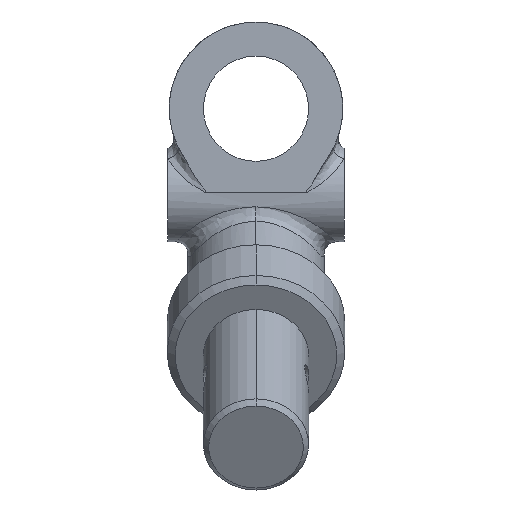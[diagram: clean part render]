
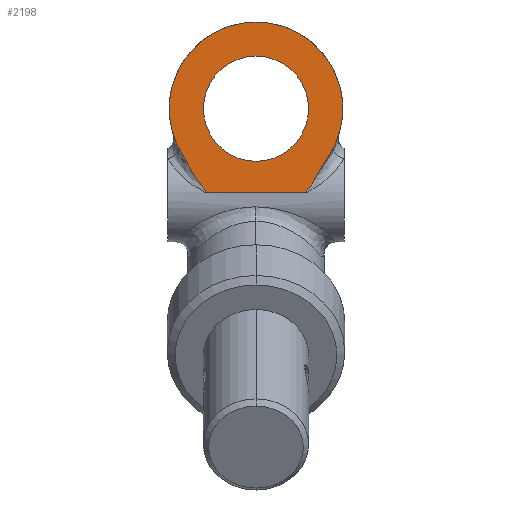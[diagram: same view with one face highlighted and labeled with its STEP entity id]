
A CAD part, left-side view. The second image highlights one B-rep face of the part: STEP entity #2198.
In plain terms, the highlighted planar face has unit normal (-1, 0, 0).
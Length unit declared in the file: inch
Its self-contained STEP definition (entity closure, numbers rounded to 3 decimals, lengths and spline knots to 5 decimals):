
#197=CARTESIAN_POINT('',(0.,0.27517,
-0.18215));
#203=CARTESIAN_POINT('',(0.,0.27517,
-0.18215));
#204=CARTESIAN_POINT('',(0.,0.2725,
-0.18619));
#205=CARTESIAN_POINT('',(0.,0.26767,
-0.19411));
#206=CARTESIAN_POINT('',(0.,0.26153,
-0.20509));
#207=CARTESIAN_POINT('',(0.,0.25612,
-0.21518));
#208=CARTESIAN_POINT('',(0.,0.2512,
-0.22442));
#209=CARTESIAN_POINT('',(0.,0.24667,
-0.23284));
#210=CARTESIAN_POINT('',(0.,0.24243,
-0.24051));
#211=CARTESIAN_POINT('',(0.,0.23845,-0.2475));
#212=CARTESIAN_POINT('',(0.,0.2347,-0.25386));
#213=CARTESIAN_POINT('',(0.,0.23115,-0.25965));
#214=CARTESIAN_POINT('',(0.,0.2278,-0.26493));
#215=CARTESIAN_POINT('',(0.,0.22464,-0.26974));
#216=CARTESIAN_POINT('',(0.,0.22167,-0.27413));
#217=CARTESIAN_POINT('',(0.,0.21886,-0.27815));
#218=CARTESIAN_POINT('',(0.,0.21623,-0.28182));
#219=CARTESIAN_POINT('',(0.,0.21377,-0.28518));
#220=CARTESIAN_POINT('',(0.,0.21146,-0.28826));
#221=CARTESIAN_POINT('',(0.,0.20931,-0.29108));
#222=CARTESIAN_POINT('',(0.,0.2073,-0.29368));
#223=CARTESIAN_POINT('',(0.,0.20544,-0.29607));
#224=CARTESIAN_POINT('',(0.,0.2037,-0.29828));
#225=CARTESIAN_POINT('',(0.,0.20209,-0.30032));
#226=CARTESIAN_POINT('',(0.,0.20059,-0.30223));
#227=CARTESIAN_POINT('',(0.,0.1992,-0.30401));
#228=CARTESIAN_POINT('',(0.,0.19792,
-0.30568));
#229=CARTESIAN_POINT('',(0.,0.19674,
-0.30725));
#230=CARTESIAN_POINT('',(0.,0.19567,
-0.30873));
#231=CARTESIAN_POINT('',(0.,0.19471,
-0.31016));
#232=CARTESIAN_POINT('',(0.,0.19387,
-0.31151));
#233=CARTESIAN_POINT('',(0.,0.1932,
-0.3128));
#234=CARTESIAN_POINT('',(0.,0.19274,
-0.31407));
#235=CARTESIAN_POINT('',(0.,0.19262,
-0.3153));
#236=CARTESIAN_POINT('',(0.,0.19337,
-0.31633));
#237=CARTESIAN_POINT('',(0.,0.19463,
-0.31669));
#238=CARTESIAN_POINT('',(0.,0.19559,
-0.31676));
#239=CARTESIAN_POINT('',(0.,0.19612,
-0.31676));
#241=CARTESIAN_POINT('',(0.,0.19612,
-0.31676));
#264=CARTESIAN_POINT('',(0.,0.,0.));
#265=DIRECTION('',(-1.,0.,0.));
#266=DIRECTION('',(0.,-0.834,-0.552));
#267=AXIS2_PLACEMENT_3D('',#264,#265,#266);
#269=DIRECTION('',(0.,1.,0.));
#270=VECTOR('',#269,0.39226);
#271=CARTESIAN_POINT('',(0.,-0.19613,
-0.31676));
#272=LINE('',#271,#270);
#273=CARTESIAN_POINT('',(0.,0.,0.));
#274=DIRECTION('',(1.,0.,0.));
#275=DIRECTION('',(0.,0.834,-0.552));
#276=AXIS2_PLACEMENT_3D('',#273,#274,#275);
#278=CARTESIAN_POINT('',(0.,0.,0.));
#279=DIRECTION('',(-1.,0.,0.));
#280=DIRECTION('',(0.,-1.,0.));
#281=AXIS2_PLACEMENT_3D('',#278,#279,#280);
#283=CARTESIAN_POINT('',(0.,0.,0.));
#284=DIRECTION('',(-1.,0.,0.));
#285=DIRECTION('',(0.,1.,0.));
#286=AXIS2_PLACEMENT_3D('',#283,#284,#285);
#1300=CARTESIAN_POINT('',(0.,-0.27517,
-0.18216));
#1321=CARTESIAN_POINT('',(0.,-0.19613,
-0.31676));
#1323=CARTESIAN_POINT('',(0.,-0.19613,
-0.31676));
#1324=CARTESIAN_POINT('',(0.,-0.1956,
-0.31676));
#1325=CARTESIAN_POINT('',(0.,-0.19463,
-0.31668));
#1326=CARTESIAN_POINT('',(0.,-0.19336,
-0.31631));
#1327=CARTESIAN_POINT('',(0.,-0.19263,
-0.31527));
#1328=CARTESIAN_POINT('',(0.,-0.19276,
-0.31402));
#1329=CARTESIAN_POINT('',(0.,-0.19323,
-0.31274));
#1330=CARTESIAN_POINT('',(0.,-0.19392,
-0.31143));
#1331=CARTESIAN_POINT('',(0.,-0.19477,
-0.31006));
#1332=CARTESIAN_POINT('',(0.,-0.19575,
-0.30862));
#1333=CARTESIAN_POINT('',(0.,-0.19684,
-0.30712));
#1334=CARTESIAN_POINT('',(0.,-0.19803,
-0.30553));
#1335=CARTESIAN_POINT('',(0.,-0.19933,
-0.30383));
#1336=CARTESIAN_POINT('',(0.,-0.20075,
-0.30203));
#1337=CARTESIAN_POINT('',(0.,-0.20227,-0.30009));
#1338=CARTESIAN_POINT('',(0.,-0.20391,-0.29801));
#1339=CARTESIAN_POINT('',(0.,-0.20568,-0.29577));
#1340=CARTESIAN_POINT('',(0.,-0.20757,-0.29333));
#1341=CARTESIAN_POINT('',(0.,-0.20961,-0.29069));
#1342=CARTESIAN_POINT('',(0.,-0.2118,-0.28781));
#1343=CARTESIAN_POINT('',(0.,-0.21414,-0.28468));
#1344=CARTESIAN_POINT('',(0.,-0.21664,-0.28126));
#1345=CARTESIAN_POINT('',(0.,-0.21931,-0.27752));
#1346=CARTESIAN_POINT('',(0.,-0.22214,-0.27344));
#1347=CARTESIAN_POINT('',(0.,-0.22515,
-0.26897));
#1348=CARTESIAN_POINT('',(0.,-0.22834,
-0.26409));
#1349=CARTESIAN_POINT('',(0.,-0.23172,
-0.25874));
#1350=CARTESIAN_POINT('',(0.,-0.23528,
-0.25288));
#1351=CARTESIAN_POINT('',(0.,-0.23904,
-0.24648));
#1352=CARTESIAN_POINT('',(0.,-0.24301,
-0.23948));
#1353=CARTESIAN_POINT('',(0.,-0.24722,
-0.23183));
#1354=CARTESIAN_POINT('',(0.,-0.2517,
-0.22349));
#1355=CARTESIAN_POINT('',(0.,-0.25654,
-0.21439));
#1356=CARTESIAN_POINT('',(0.,-0.26186,
-0.2045));
#1357=CARTESIAN_POINT('',(0.,-0.26786,
-0.19379));
#1358=CARTESIAN_POINT('',(0.,-0.27257,
-0.18609));
#1359=CARTESIAN_POINT('',(0.,-0.27517,
-0.18216));
#1767=CARTESIAN_POINT('',(0.,0.,0.33));
#1769=VERTEX_POINT('',#1767);
#1856=VERTEX_POINT('',#197);
#1858=VERTEX_POINT('',#241);
#1895=VERTEX_POINT('',#1300);
#1897=VERTEX_POINT('',#1321);
#1918=CARTESIAN_POINT('',(0.,-0.2,0.));
#1919=CARTESIAN_POINT('',(0.,0.2,0.));
#1920=VERTEX_POINT('',#1918);
#1921=VERTEX_POINT('',#1919);
#2177=CARTESIAN_POINT('',(0.,0.,0.));
#2178=DIRECTION('',(1.,0.,0.));
#2179=DIRECTION('',(0.,0.,1.));
#2180=AXIS2_PLACEMENT_3D('',#2177,#2178,#2179);
#2181=PLANE('',#2180);
#2183=ORIENTED_EDGE('',*,*,#2182,.F.);
#2185=ORIENTED_EDGE('',*,*,#2184,.F.);
#2187=ORIENTED_EDGE('',*,*,#2186,.T.);
#2188=ORIENTED_EDGE('',*,*,#2168,.F.);
#2189=ORIENTED_EDGE('',*,*,#2113,.T.);
#2190=EDGE_LOOP('',(#2183,#2185,#2187,#2188,#2189));
#2191=FACE_OUTER_BOUND('',#2190,.F.);
#2193=ORIENTED_EDGE('',*,*,#2192,.T.);
#2195=ORIENTED_EDGE('',*,*,#2194,.T.);
#2196=EDGE_LOOP('',(#2193,#2195));
#2197=FACE_BOUND('',#2196,.F.);
#2198=ADVANCED_FACE('',(#2191,#2197),#2181,.F.);
#240=B_SPLINE_CURVE_WITH_KNOTS('',3,(#203,#204,#205,#206,#207,#208,#209,#210,
#211,#212,#213,#214,#215,#216,#217,#218,#219,#220,#221,#222,#223,#224,#225,#226,
#227,#228,#229,#230,#231,#232,#233,#234,#235,#236,#237,#238,#239),.UNSPECIFIED.,
.F.,.F.,(4,1,1,1,1,1,1,1,1,1,1,1,1,1,1,1,1,1,1,1,1,1,1,1,1,1,1,1,1,1,1,1,1,1,4),
(0.,0.02941,0.05882,0.08824,0.11765,
0.14706,0.17647,0.20588,0.23529,
0.26471,0.29412,0.32353,0.35294,
0.38235,0.41176,0.44118,0.47059,0.5,
0.52941,0.55882,0.58824,0.61765,
0.64706,0.67647,0.70588,0.73529,
0.76471,0.79412,0.82353,0.85294,
0.88235,0.91176,0.94118,0.97059,1.),
.UNSPECIFIED.);
#268=CIRCLE('',#267,0.33);
#277=CIRCLE('',#276,0.33);
#282=CIRCLE('',#281,0.2);
#287=CIRCLE('',#286,0.2);
#1360=B_SPLINE_CURVE_WITH_KNOTS('',3,(#1323,#1324,#1325,#1326,#1327,#1328,#1329,
#1330,#1331,#1332,#1333,#1334,#1335,#1336,#1337,#1338,#1339,#1340,#1341,#1342,
#1343,#1344,#1345,#1346,#1347,#1348,#1349,#1350,#1351,#1352,#1353,#1354,#1355,
#1356,#1357,#1358,#1359),.UNSPECIFIED.,.F.,.F.,(4,1,1,1,1,1,1,1,1,1,1,1,1,1,1,1,
1,1,1,1,1,1,1,1,1,1,1,1,1,1,1,1,1,1,4),(0.,0.02941,
0.05882,0.08824,0.11765,0.14706,
0.17647,0.20588,0.23529,0.26471,
0.29412,0.32353,0.35294,0.38235,
0.41176,0.44118,0.47059,0.5,0.52941,
0.55882,0.58824,0.61765,0.64706,
0.67647,0.70588,0.73529,0.76471,
0.79412,0.82353,0.85294,0.88235,
0.91176,0.94118,0.97059,1.),.UNSPECIFIED.);
#2113=EDGE_CURVE('',#1856,#1769,#277,.T.);
#2168=EDGE_CURVE('',#1856,#1858,#240,.T.);
#2182=EDGE_CURVE('',#1895,#1769,#268,.T.);
#2184=EDGE_CURVE('',#1897,#1895,#1360,.T.);
#2186=EDGE_CURVE('',#1897,#1858,#272,.T.);
#2192=EDGE_CURVE('',#1920,#1921,#282,.T.);
#2194=EDGE_CURVE('',#1921,#1920,#287,.T.);
